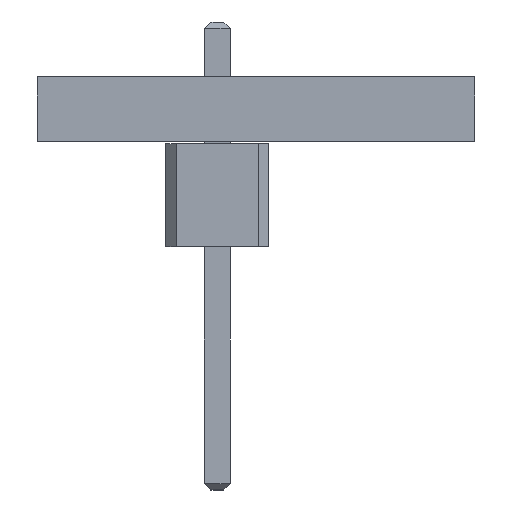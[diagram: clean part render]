
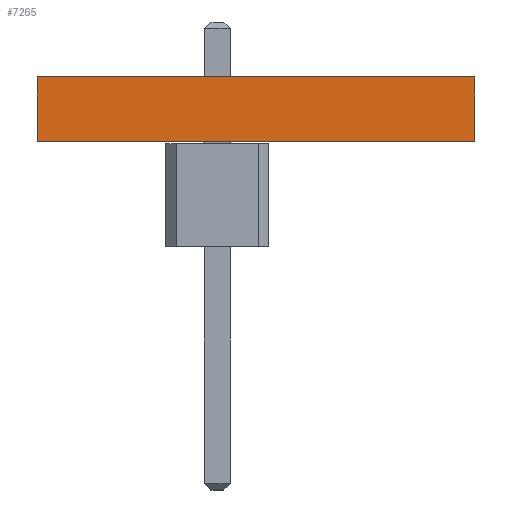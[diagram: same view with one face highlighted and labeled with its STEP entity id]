
A CAD part, front view. The second image highlights one B-rep face of the part: STEP entity #7265.
In plain terms, the highlighted planar face has unit normal (0, -1, 0).
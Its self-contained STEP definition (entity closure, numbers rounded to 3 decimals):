
#6451 = PLANE('',#6452);
#6452 = AXIS2_PLACEMENT_3D('',#6453,#6454,#6455);
#6453 = CARTESIAN_POINT('',(174.625,-87.63,0.));
#6454 = DIRECTION('',(-1.,0.,0.));
#6455 = DIRECTION('',(0.,1.,0.));
#6479 = PLANE('',#6480);
#6480 = AXIS2_PLACEMENT_3D('',#6481,#6482,#6483);
#6481 = CARTESIAN_POINT('',(180.023,-76.073,1.6));
#6482 = DIRECTION('',(0.,0.,-1.));
#6483 = DIRECTION('',(-1.,0.,0.));
#6507 = PLANE('',#6508);
#6508 = AXIS2_PLACEMENT_3D('',#6509,#6510,#6511);
#6509 = CARTESIAN_POINT('',(185.42,-64.516,0.));
#6510 = DIRECTION('',(1.,0.,0.));
#6511 = DIRECTION('',(0.,-1.,0.));
#6533 = PLANE('',#6534);
#6534 = AXIS2_PLACEMENT_3D('',#6535,#6536,#6537);
#6535 = CARTESIAN_POINT('',(180.023,-76.073,0.));
#6536 = DIRECTION('',(0.,0.,-1.));
#6537 = DIRECTION('',(-1.,0.,0.));
#6548 = EDGE_CURVE('',#6549,#6551,#6553,.T.);
#6549 = VERTEX_POINT('',#6550);
#6550 = CARTESIAN_POINT('',(174.625,-87.63,0.));
#6551 = VERTEX_POINT('',#6552);
#6552 = CARTESIAN_POINT('',(174.625,-87.63,1.6));
#6553 = SURFACE_CURVE('',#6554,(#6558,#6565),.PCURVE_S1.);
#6554 = LINE('',#6555,#6556);
#6555 = CARTESIAN_POINT('',(174.625,-87.63,0.));
#6556 = VECTOR('',#6557,1.);
#6557 = DIRECTION('',(0.,0.,1.));
#6558 = PCURVE('',#6451,#6559);
#6559 = DEFINITIONAL_REPRESENTATION('',(#6560),#6564);
#6560 = LINE('',#6561,#6562);
#6561 = CARTESIAN_POINT('',(0.,0.));
#6562 = VECTOR('',#6563,1.);
#6563 = DIRECTION('',(0.,-1.));
#6564 = ( GEOMETRIC_REPRESENTATION_CONTEXT(2) 
PARAMETRIC_REPRESENTATION_CONTEXT() REPRESENTATION_CONTEXT('2D SPACE',''
  ) );
#6565 = PCURVE('',#6566,#6571);
#6566 = PLANE('',#6567);
#6567 = AXIS2_PLACEMENT_3D('',#6568,#6569,#6570);
#6568 = CARTESIAN_POINT('',(185.42,-87.63,0.));
#6569 = DIRECTION('',(0.,-1.,0.));
#6570 = DIRECTION('',(-1.,0.,0.));
#6571 = DEFINITIONAL_REPRESENTATION('',(#6572),#6576);
#6572 = LINE('',#6573,#6574);
#6573 = CARTESIAN_POINT('',(10.795,0.));
#6574 = VECTOR('',#6575,1.);
#6575 = DIRECTION('',(0.,-1.));
#6576 = ( GEOMETRIC_REPRESENTATION_CONTEXT(2) 
PARAMETRIC_REPRESENTATION_CONTEXT() REPRESENTATION_CONTEXT('2D SPACE',''
  ) );
#6626 = VERTEX_POINT('',#6627);
#6627 = CARTESIAN_POINT('',(185.42,-87.63,1.6));
#6648 = EDGE_CURVE('',#6649,#6626,#6651,.T.);
#6649 = VERTEX_POINT('',#6650);
#6650 = CARTESIAN_POINT('',(185.42,-87.63,0.));
#6651 = SURFACE_CURVE('',#6652,(#6656,#6663),.PCURVE_S1.);
#6652 = LINE('',#6653,#6654);
#6653 = CARTESIAN_POINT('',(185.42,-87.63,0.));
#6654 = VECTOR('',#6655,1.);
#6655 = DIRECTION('',(0.,0.,1.));
#6656 = PCURVE('',#6507,#6657);
#6657 = DEFINITIONAL_REPRESENTATION('',(#6658),#6662);
#6658 = LINE('',#6659,#6660);
#6659 = CARTESIAN_POINT('',(23.114,0.));
#6660 = VECTOR('',#6661,1.);
#6661 = DIRECTION('',(0.,-1.));
#6662 = ( GEOMETRIC_REPRESENTATION_CONTEXT(2) 
PARAMETRIC_REPRESENTATION_CONTEXT() REPRESENTATION_CONTEXT('2D SPACE',''
  ) );
#6663 = PCURVE('',#6566,#6664);
#6664 = DEFINITIONAL_REPRESENTATION('',(#6665),#6669);
#6665 = LINE('',#6666,#6667);
#6666 = CARTESIAN_POINT('',(0.,0.));
#6667 = VECTOR('',#6668,1.);
#6668 = DIRECTION('',(0.,-1.));
#6669 = ( GEOMETRIC_REPRESENTATION_CONTEXT(2) 
PARAMETRIC_REPRESENTATION_CONTEXT() REPRESENTATION_CONTEXT('2D SPACE',''
  ) );
#6697 = EDGE_CURVE('',#6649,#6549,#6698,.T.);
#6698 = SURFACE_CURVE('',#6699,(#6703,#6710),.PCURVE_S1.);
#6699 = LINE('',#6700,#6701);
#6700 = CARTESIAN_POINT('',(185.42,-87.63,0.));
#6701 = VECTOR('',#6702,1.);
#6702 = DIRECTION('',(-1.,0.,0.));
#6703 = PCURVE('',#6533,#6704);
#6704 = DEFINITIONAL_REPRESENTATION('',(#6705),#6709);
#6705 = LINE('',#6706,#6707);
#6706 = CARTESIAN_POINT('',(-5.398,-11.557));
#6707 = VECTOR('',#6708,1.);
#6708 = DIRECTION('',(1.,0.));
#6709 = ( GEOMETRIC_REPRESENTATION_CONTEXT(2) 
PARAMETRIC_REPRESENTATION_CONTEXT() REPRESENTATION_CONTEXT('2D SPACE',''
  ) );
#6710 = PCURVE('',#6566,#6711);
#6711 = DEFINITIONAL_REPRESENTATION('',(#6712),#6716);
#6712 = LINE('',#6713,#6714);
#6713 = CARTESIAN_POINT('',(0.,0.));
#6714 = VECTOR('',#6715,1.);
#6715 = DIRECTION('',(1.,0.));
#6716 = ( GEOMETRIC_REPRESENTATION_CONTEXT(2) 
PARAMETRIC_REPRESENTATION_CONTEXT() REPRESENTATION_CONTEXT('2D SPACE',''
  ) );
#7004 = EDGE_CURVE('',#6626,#6551,#7005,.T.);
#7005 = SURFACE_CURVE('',#7006,(#7010,#7017),.PCURVE_S1.);
#7006 = LINE('',#7007,#7008);
#7007 = CARTESIAN_POINT('',(185.42,-87.63,1.6));
#7008 = VECTOR('',#7009,1.);
#7009 = DIRECTION('',(-1.,0.,0.));
#7010 = PCURVE('',#6479,#7011);
#7011 = DEFINITIONAL_REPRESENTATION('',(#7012),#7016);
#7012 = LINE('',#7013,#7014);
#7013 = CARTESIAN_POINT('',(-5.398,-11.557));
#7014 = VECTOR('',#7015,1.);
#7015 = DIRECTION('',(1.,0.));
#7016 = ( GEOMETRIC_REPRESENTATION_CONTEXT(2) 
PARAMETRIC_REPRESENTATION_CONTEXT() REPRESENTATION_CONTEXT('2D SPACE',''
  ) );
#7017 = PCURVE('',#6566,#7018);
#7018 = DEFINITIONAL_REPRESENTATION('',(#7019),#7023);
#7019 = LINE('',#7020,#7021);
#7020 = CARTESIAN_POINT('',(0.,-1.6));
#7021 = VECTOR('',#7022,1.);
#7022 = DIRECTION('',(1.,0.));
#7023 = ( GEOMETRIC_REPRESENTATION_CONTEXT(2) 
PARAMETRIC_REPRESENTATION_CONTEXT() REPRESENTATION_CONTEXT('2D SPACE',''
  ) );
#7265 = ADVANCED_FACE('',(#7266),#6566,.T.);
#7266 = FACE_BOUND('',#7267,.T.);
#7267 = EDGE_LOOP('',(#7268,#7269,#7270,#7271));
#7268 = ORIENTED_EDGE('',*,*,#6648,.T.);
#7269 = ORIENTED_EDGE('',*,*,#7004,.T.);
#7270 = ORIENTED_EDGE('',*,*,#6548,.F.);
#7271 = ORIENTED_EDGE('',*,*,#6697,.F.);
